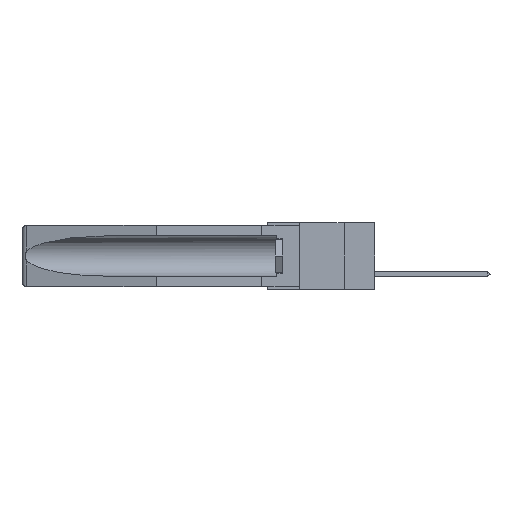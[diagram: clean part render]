
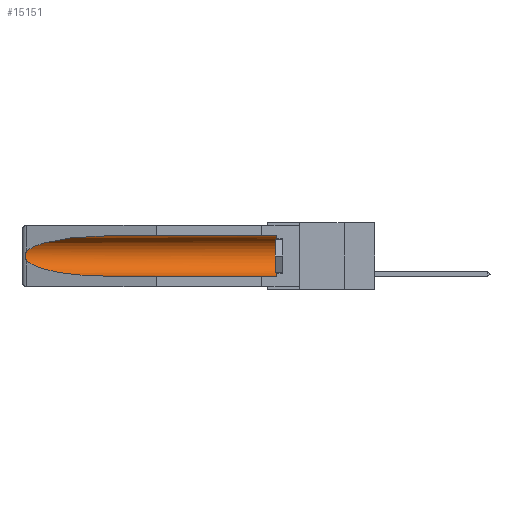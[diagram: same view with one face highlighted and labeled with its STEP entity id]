
A CAD part, left-side view. The second image highlights one B-rep face of the part: STEP entity #15151.
In plain terms, the highlighted cylindrical face has radius 2.857 mm (diameter 5.715 mm), a partial arc.
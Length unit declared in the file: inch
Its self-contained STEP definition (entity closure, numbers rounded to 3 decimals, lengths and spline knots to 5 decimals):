
#41 = EDGE_CURVE ( 'NONE', #3558, #15207, #16172, .T. ) ;
#111 = CARTESIAN_POINT ( 'NONE',  ( 0.26654, 1.53092, -0.15636 ) ) ;
#301 = AXIS2_PLACEMENT_3D ( 'NONE', #17768, #3741, #4787 ) ;
#373 = EDGE_CURVE ( 'NONE', #4419, #2981, #13708, .T. ) ;
#456 = CARTESIAN_POINT ( 'NONE',  ( 0.21114, 1.30732, -0.284 ) ) ;
#495 = EDGE_CURVE ( 'NONE', #11109, #8732, #16922, .T. ) ;
#1509 = ORIENTED_EDGE ( 'NONE', *, *, #373, .T. ) ;
#1547 = CARTESIAN_POINT ( 'NONE',  ( 0.2675, 1.53308, -0.16763 ) ) ;
#1614 = CARTESIAN_POINT ( 'NONE',  ( 0.26597, 1.5296, -0.19026 ) ) ;
#1795 = ORIENTED_EDGE ( 'NONE', *, *, #1905, .T. ) ;
#1905 = EDGE_CURVE ( 'NONE', #2981, #8732, #18123, .T. ) ;
#2602 = EDGE_CURVE ( 'NONE', #11109, #3558, #19771, .T. ) ;
#2604 = AXIS2_PLACEMENT_3D ( 'NONE', #12559, #12493, #4477 ) ;
#2626 = CARTESIAN_POINT ( 'NONE',  ( 0.155, 1.07973, -0.059 ) ) ;
#2918 = CARTESIAN_POINT ( 'NONE',  ( 0.26537, 1.52718, -0.14972 ) ) ;
#2981 = VERTEX_POINT ( 'NONE', #11605 ) ;
#3240 = CARTESIAN_POINT ( 'NONE',  ( 0.2673, 1.5327, -0.16383 ) ) ;
#3252 = EDGE_CURVE ( 'NONE', #15207, #4419, #9903, .T. ) ;
#3558 = VERTEX_POINT ( 'NONE', #7065 ) ;
#3741 = DIRECTION ( 'NONE',  ( 0., 1., 0. ) ) ;
#4419 = VERTEX_POINT ( 'NONE', #14148 ) ;
#4463 = ORIENTED_EDGE ( 'NONE', *, *, #2602, .T. ) ;
#4477 = DIRECTION ( 'NONE',  ( 0., 0., 1. ) ) ;
#4787 = DIRECTION ( 'NONE',  ( 0., 0., 1. ) ) ;
#6015 = CARTESIAN_POINT ( 'NONE',  ( 0.21114, 1.30732, -0.059 ) ) ;
#6834 = FACE_OUTER_BOUND ( 'NONE', #10625, .T. ) ;
#7065 = CARTESIAN_POINT ( 'NONE',  ( 0.155, 0.126, -0.059 ) ) ;
#8732 = VERTEX_POINT ( 'NONE', #18893 ) ;
#9874 = CARTESIAN_POINT ( 'NONE',  ( 0.155, -0.30754, -0.284 ) ) ;
#9903 =( BOUNDED_CURVE ( )  B_SPLINE_CURVE ( 3, ( #2626, #6015, #12475, #2918 ),
 .UNSPECIFIED., .F., .T. ) 
 B_SPLINE_CURVE_WITH_KNOTS ( ( 4, 4 ),
 ( 4.71239, 6.08839 ),
 .UNSPECIFIED. ) 
 CURVE ( )  GEOMETRIC_REPRESENTATION_ITEM ( )  RATIONAL_B_SPLINE_CURVE ( ( 1., 0.848, 0.848, 1. ) ) 
 REPRESENTATION_ITEM ( '' )  );
#10625 = EDGE_LOOP ( 'NONE', ( #17984, #1509, #1795, #18909, #4463, #13393 ) ) ;
#11109 = VERTEX_POINT ( 'NONE', #19785 ) ;
#11169 = CARTESIAN_POINT ( 'NONE',  ( 0.26537, 1.52718, -0.14972 ) ) ;
#11379 = CARTESIAN_POINT ( 'NONE',  ( 0.26537, 1.52718, -0.19328 ) ) ;
#11605 = CARTESIAN_POINT ( 'NONE',  ( 0.26537, 1.52718, -0.19328 ) ) ;
#12475 = CARTESIAN_POINT ( 'NONE',  ( 0.25451, 1.48313, -0.09465 ) ) ;
#12493 = DIRECTION ( 'NONE',  ( 0., -1., 0. ) ) ;
#12559 = CARTESIAN_POINT ( 'NONE',  ( 0.155, 0.126, -0.1715 ) ) ;
#13013 = CARTESIAN_POINT ( 'NONE',  ( 0.26597, 1.52961, -0.15275 ) ) ;
#13296 = CARTESIAN_POINT ( 'NONE',  ( 0.25451, 1.48313, -0.24835 ) ) ;
#13393 = ORIENTED_EDGE ( 'NONE', *, *, #41, .T. ) ;
#13600 = VECTOR ( 'NONE', #16461, 39.37008 ) ;
#13708 = B_SPLINE_CURVE_WITH_KNOTS ( 'NONE', 3,
 ( #11169, #13013, #111, #3240, #1547, #16036, #17657, #14464, #1614, #11379 ),
 .UNSPECIFIED., .F., .F.,
 ( 4, 2, 2, 2, 4 ),
 ( 0., 0.00029, 0.00058, 0.00087, 0.00117 ),
 .UNSPECIFIED. ) ;
#14148 = CARTESIAN_POINT ( 'NONE',  ( 0.26537, 1.52718, -0.14972 ) ) ;
#14464 = CARTESIAN_POINT ( 'NONE',  ( 0.26655, 1.53094, -0.18657 ) ) ;
#15151 = ADVANCED_FACE ( 'NONE', ( #6834 ), #18717, .F. ) ;
#15207 = VERTEX_POINT ( 'NONE', #20789 ) ;
#16036 = CARTESIAN_POINT ( 'NONE',  ( 0.2675, 1.53308, -0.17534 ) ) ;
#16172 = LINE ( 'NONE', #16378, #18961 ) ;
#16378 = CARTESIAN_POINT ( 'NONE',  ( 0.155, -0.30754, -0.059 ) ) ;
#16461 = DIRECTION ( 'NONE',  ( 0., 1., 0. ) ) ;
#16592 = DIRECTION ( 'NONE',  ( 0., 1., 0. ) ) ;
#16922 = LINE ( 'NONE', #9874, #13600 ) ;
#17657 = CARTESIAN_POINT ( 'NONE',  ( 0.2673, 1.53269, -0.17917 ) ) ;
#17768 = CARTESIAN_POINT ( 'NONE',  ( 0.155, -0.30754, -0.1715 ) ) ;
#17984 = ORIENTED_EDGE ( 'NONE', *, *, #3252, .T. ) ;
#18123 =( BOUNDED_CURVE ( )  B_SPLINE_CURVE ( 3, ( #19831, #13296, #456, #19975 ),
 .UNSPECIFIED., .F., .F. ) 
 B_SPLINE_CURVE_WITH_KNOTS ( ( 4, 4 ),
 ( 0.1948, 1.5708 ),
 .UNSPECIFIED. ) 
 CURVE ( )  GEOMETRIC_REPRESENTATION_ITEM ( )  RATIONAL_B_SPLINE_CURVE ( ( 1., 0.848, 0.848, 1. ) ) 
 REPRESENTATION_ITEM ( '' )  );
#18717 = CYLINDRICAL_SURFACE ( 'NONE', #301, 0.1125 ) ;
#18893 = CARTESIAN_POINT ( 'NONE',  ( 0.155, 1.07973, -0.284 ) ) ;
#18909 = ORIENTED_EDGE ( 'NONE', *, *, #495, .F. ) ;
#18961 = VECTOR ( 'NONE', #16592, 39.37008 ) ;
#19771 = CIRCLE ( 'NONE', #2604, 0.1125 ) ;
#19785 = CARTESIAN_POINT ( 'NONE',  ( 0.155, 0.126, -0.284 ) ) ;
#19831 = CARTESIAN_POINT ( 'NONE',  ( 0.26537, 1.52718, -0.19328 ) ) ;
#19975 = CARTESIAN_POINT ( 'NONE',  ( 0.155, 1.07973, -0.284 ) ) ;
#20789 = CARTESIAN_POINT ( 'NONE',  ( 0.155, 1.07973, -0.059 ) ) ;
